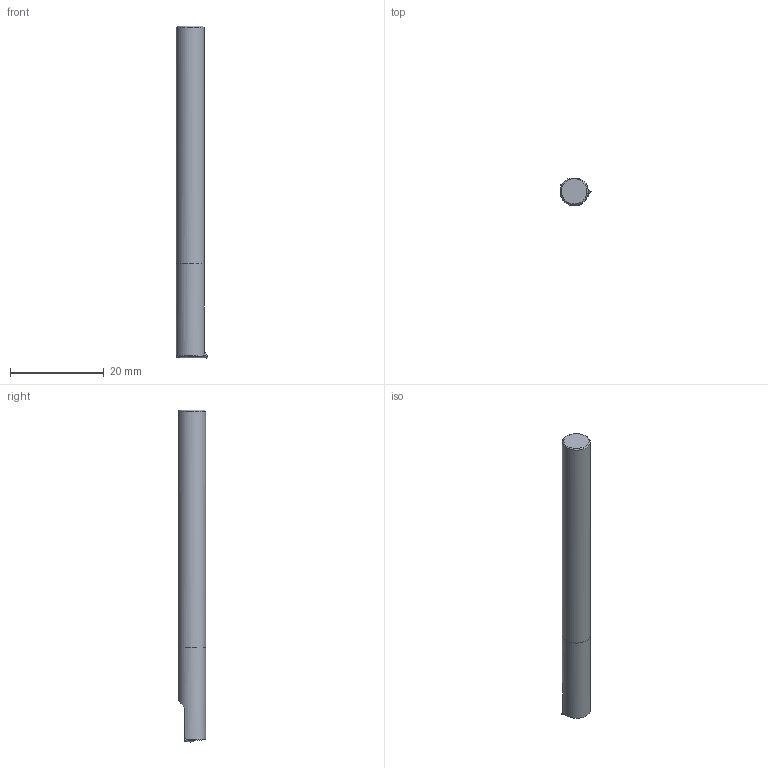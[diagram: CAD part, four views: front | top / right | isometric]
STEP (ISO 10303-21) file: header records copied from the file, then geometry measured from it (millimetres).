
FILE_DESCRIPTION(/* description */ (''),/* implementation_level */ '2;1');
FILE_NAME(/* name */ 'A06E-STFDL06.stp',/* time_stamp */ '2018-02-15T16:19:49+06:00',/* author */ (''),/* organization */ (''),/* preprocessor_version */ 'ST-DEVELOPER v16',/* originating_system */ 'SIEMENS PLM Software NX 11.0',/* authorisation */ '');
FILE_SCHEMA (('AUTOMOTIVE_DESIGN { 1 0 10303 214 3 1 1 1 }'));
Length unit declared in the file: millimetre
Products named in the file (1): inpu27E6t2m1
Bounding box: 6.74 x 5.82 x 71 mm (x, y, z)
Volume: 1901.2 mm3; surface area: 1474.3 mm2
Topology: 3 solids, 3 shells, 22 faces, 48 edges, 32 vertices
Faces by surface type: plane 16, cylinder 5, cone 1
Entity records: 669 total; most frequent: DIRECTION 112, CARTESIAN_POINT 109, ORIENTED_EDGE 92, EDGE_CURVE 46, AXIS2_PLACEMENT_3D 41, VERTEX_POINT 31, LINE 30, VECTOR 30
